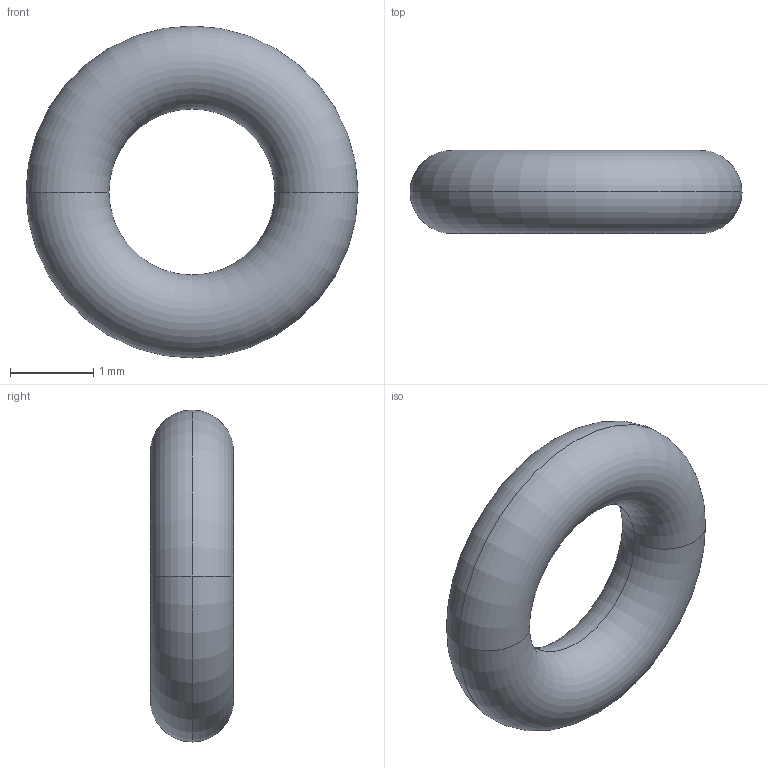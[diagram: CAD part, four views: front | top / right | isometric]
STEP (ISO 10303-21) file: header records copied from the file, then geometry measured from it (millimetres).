
FILE_DESCRIPTION((''),'2;1');
FILE_NAME('ORM0020_10','2021-09-07T17:14:35',('silo-mech'),(''),'CREO PARAMETRIC BY PTC INC, 2020454','CREO PARAMETRIC BY PTC INC, 2020454','');
FILE_SCHEMA(('CONFIG_CONTROL_DESIGN'));
Length unit declared in the file: millimetre
Products named in the file (1): ORM0020_10
Bounding box: 4 x 1 x 4 mm (x, y, z)
Volume: 7.4 mm3; surface area: 29.6 mm2
Topology: 1 solids, 1 shells, 4 faces, 8 edges, 4 vertices
Faces by surface type: torus 4
Entity records: 150 total; most frequent: DIRECTION 24, CARTESIAN_POINT 16, ORIENTED_EDGE 16, AXIS2_PLACEMENT_3D 12, CIRCLE 8, EDGE_CURVE 8, VERTEX_POINT 4, TOROIDAL_SURFACE 4
